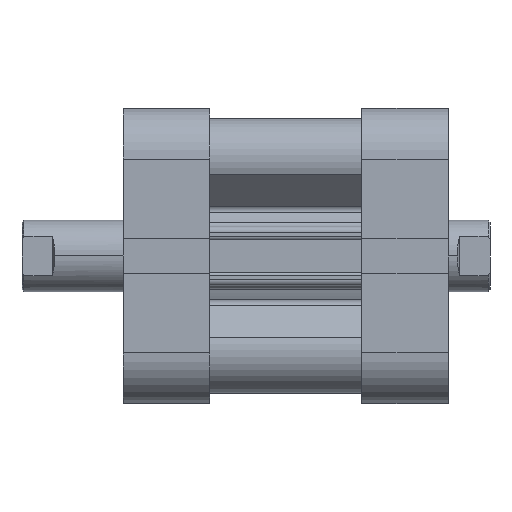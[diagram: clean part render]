
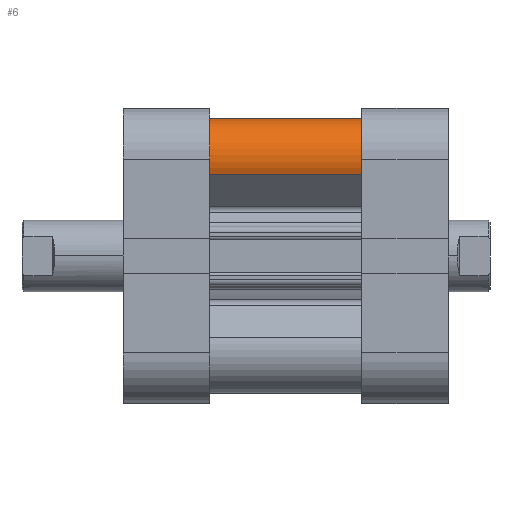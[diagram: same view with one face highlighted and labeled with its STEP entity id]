
A CAD part, front view. The second image highlights one B-rep face of the part: STEP entity #6.
In plain terms, the highlighted cylindrical face has radius 6.75 mm (diameter 13.5 mm), a partial arc.
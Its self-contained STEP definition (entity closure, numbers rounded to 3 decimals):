
#6 = ADVANCED_FACE ( 'NONE', ( #5927 ), #5929, .T. ) ;
#1805 = VECTOR ( 'NONE', #2716, 1000. ) ;
#1807 = LINE ( 'NONE', #2720, #1808 ) ;
#1808 = VECTOR ( 'NONE', #2721, 1000. ) ;
#1809 = LINE ( 'NONE', #2709, #1805 ) ;
#1813 = CIRCLE ( 'NONE', #5474, 6.75 ) ;
#1833 = CIRCLE ( 'NONE', #5476, 6.75 ) ;
#2709 = CARTESIAN_POINT ( 'NONE',  ( -13.633, -22.472, 25.5 ) ) ;
#2715 = CARTESIAN_POINT ( 'NONE',  ( -16.25, -16.25, 25.5 ) ) ;
#2716 = DIRECTION ( 'NONE',  ( 0., 0., -1. ) ) ;
#2717 = DIRECTION ( 'NONE',  ( 0., 0., 1. ) ) ;
#2718 = DIRECTION ( 'NONE',  ( -1., 0., 0. ) ) ;
#2720 = CARTESIAN_POINT ( 'NONE',  ( -23., -16.25, 25.5 ) ) ;
#2721 = DIRECTION ( 'NONE',  ( 0., 0., -1. ) ) ;
#2744 = CARTESIAN_POINT ( 'NONE',  ( -16.25, -16.25, 0. ) ) ;
#2746 = DIRECTION ( 'NONE',  ( 0., 0., 1. ) ) ;
#2747 = DIRECTION ( 'NONE',  ( -1., 0., 0. ) ) ;
#3076 = VERTEX_POINT ( 'NONE', #6876 ) ;
#3236 = VERTEX_POINT ( 'NONE', #7035 ) ;
#3304 = CARTESIAN_POINT ( 'NONE',  ( -16.25, -16.25, 25.5 ) ) ;
#3305 = DIRECTION ( 'NONE',  ( 0., 0., -1. ) ) ;
#3306 = DIRECTION ( 'NONE',  ( -1., 0., 0. ) ) ;
#3321 = VERTEX_POINT ( 'NONE', #7055 ) ;
#3686 = VERTEX_POINT ( 'NONE', #7411 ) ;
#3724 = ORIENTED_EDGE ( 'NONE', *, *, #4932, .F. ) ;
#3736 = ORIENTED_EDGE ( 'NONE', *, *, #4931, .F. ) ;
#3745 = ORIENTED_EDGE ( 'NONE', *, *, #4944, .T. ) ;
#3760 = ORIENTED_EDGE ( 'NONE', *, *, #4933, .T. ) ;
#3838 = EDGE_LOOP ( 'NONE', ( #3724, #3760, #3745, #3736 ) ) ;
#4931 = EDGE_CURVE ( 'NONE', #3321, #3686, #1809, .T. ) ;
#4932 = EDGE_CURVE ( 'NONE', #3076, #3321, #1813, .T. ) ;
#4933 = EDGE_CURVE ( 'NONE', #3076, #3236, #1807, .T. ) ;
#4944 = EDGE_CURVE ( 'NONE', #3236, #3686, #1833, .T. ) ;
#5032 = AXIS2_PLACEMENT_3D ( 'NONE', #3304, #3305, #3306 ) ;
#5474 = AXIS2_PLACEMENT_3D ( 'NONE', #2715, #2717, #2718 ) ;
#5476 = AXIS2_PLACEMENT_3D ( 'NONE', #2744, #2746, #2747 ) ;
#5927 = FACE_OUTER_BOUND ( 'NONE', #3838, .T. ) ;
#5929 = CYLINDRICAL_SURFACE ( 'NONE', #5032, 6.75 ) ;
#6876 = CARTESIAN_POINT ( 'NONE',  ( -23., -16.25, 25.5 ) ) ;
#7035 = CARTESIAN_POINT ( 'NONE',  ( -23., -16.25, 0. ) ) ;
#7055 = CARTESIAN_POINT ( 'NONE',  ( -13.633, -22.472, 25.5 ) ) ;
#7411 = CARTESIAN_POINT ( 'NONE',  ( -13.633, -22.472, 0. ) ) ;
